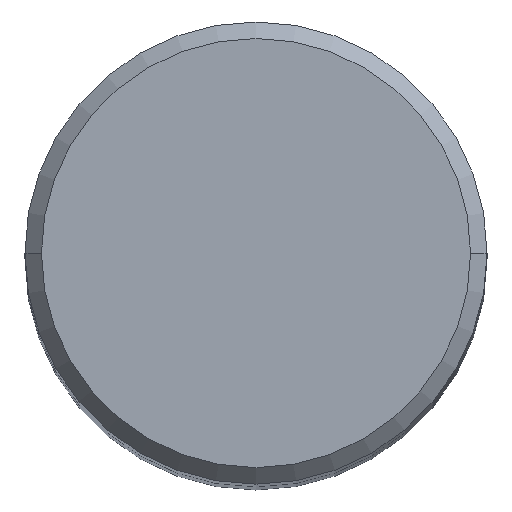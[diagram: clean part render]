
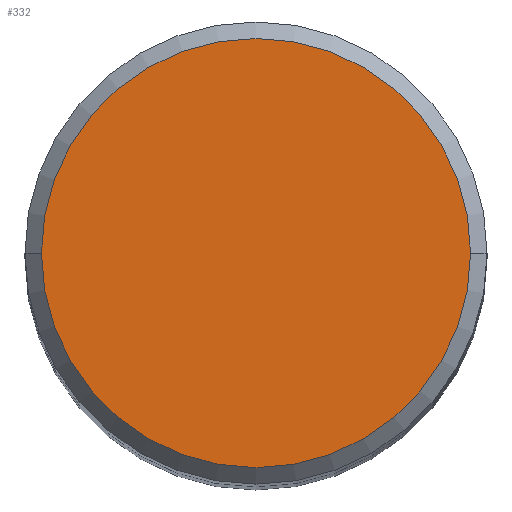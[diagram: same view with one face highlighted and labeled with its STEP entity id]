
A CAD part, top view. The second image highlights one B-rep face of the part: STEP entity #332.
In plain terms, the highlighted planar face has unit normal (0, 0, 1).
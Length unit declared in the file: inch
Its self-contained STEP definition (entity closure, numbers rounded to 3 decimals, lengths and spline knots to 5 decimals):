
#21 = EDGE_LOOP ( 'NONE', ( #256, #101 ) ) ;
#36 = DIRECTION ( 'NONE',  ( 0., 0., 1. ) ) ;
#63 = DIRECTION ( 'NONE',  ( 0., 0., 1. ) ) ;
#75 = EDGE_CURVE ( 'NONE', #325, #149, #129, .T. ) ;
#87 = AXIS2_PLACEMENT_3D ( 'NONE', #248, #36, #94 ) ;
#94 = DIRECTION ( 'NONE',  ( 1., 0., 0. ) ) ;
#101 = ORIENTED_EDGE ( 'NONE', *, *, #75, .T. ) ;
#125 = CARTESIAN_POINT ( 'NONE',  ( 0., 0., 0. ) ) ;
#126 = EDGE_CURVE ( 'NONE', #149, #325, #135, .T. ) ;
#129 = CIRCLE ( 'NONE', #87, 0.40625 ) ;
#135 = CIRCLE ( 'NONE', #154, 0.40625 ) ;
#137 = DIRECTION ( 'NONE',  ( 0., 0., -1. ) ) ;
#149 = VERTEX_POINT ( 'NONE', #199 ) ;
#154 = AXIS2_PLACEMENT_3D ( 'NONE', #125, #63, #189 ) ;
#168 = CARTESIAN_POINT ( 'NONE',  ( 0., 0., 0. ) ) ;
#189 = DIRECTION ( 'NONE',  ( 1., 0., 0. ) ) ;
#199 = CARTESIAN_POINT ( 'NONE',  ( -0.40625, 0., 0. ) ) ;
#226 = CARTESIAN_POINT ( 'NONE',  ( 0.40625, 0., 0. ) ) ;
#248 = CARTESIAN_POINT ( 'NONE',  ( 0., 0., 0. ) ) ;
#256 = ORIENTED_EDGE ( 'NONE', *, *, #126, .T. ) ;
#301 = PLANE ( 'NONE',  #389 ) ;
#325 = VERTEX_POINT ( 'NONE', #226 ) ;
#332 = ADVANCED_FACE ( 'NONE', ( #344 ), #301, .F. ) ;
#344 = FACE_OUTER_BOUND ( 'NONE', #21, .T. ) ;
#367 = DIRECTION ( 'NONE',  ( -1., 0., 0. ) ) ;
#389 = AXIS2_PLACEMENT_3D ( 'NONE', #168, #137, #367 ) ;
